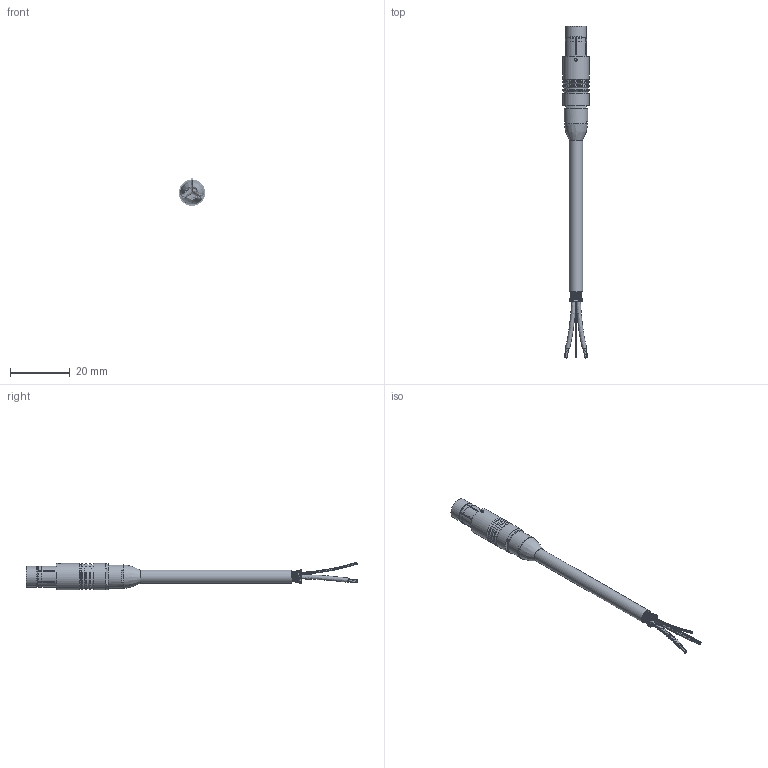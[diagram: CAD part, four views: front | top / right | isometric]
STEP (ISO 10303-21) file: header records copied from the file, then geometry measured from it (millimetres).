
FILE_DESCRIPTION(/* description */ (''),/* implementation_level */ '2;1');
FILE_NAME(/* name */ 'C645.stp',/* time_stamp */ '2024-03-12T09:10:17-04:00',/* author */ ('cthayer'),/* organization */ (''),/* preprocessor_version */ 'ST-DEVELOPER v19',/* originating_system */ 'Autodesk Inventor 2023',/* authorisation */ '');
FILE_SCHEMA (('AUTOMOTIVE_DESIGN { 1 0 10303 214 3 1 1 }'));
Products named in the file (7): C368; CBP10217, BODY; CBP10217, PINS; CBP10217, NUT; STRREL; CB110; CBP10090
Assembly tree (6 placements, depth 3):
  C368
    CBP10217, BODY
    CBP10217, PINS
    CBP10217, NUT
    STRREL
    CB110
      CBP10090
Bounding box: 8.84 x 111.32 x 9.28 mm (x, y, z)
Volume: 2142.3 mm3; surface area: 4106.8 mm2
Topology: 43 solids, 43 shells, 1087 faces, 3783 edges, 2402 vertices
Faces by surface type: bspline 556, plane 355, cylinder 134, cone 40, sphere 1, torus 1
Full cylindrical faces by diameter (mm): 0.127 x19, 0.203 x38, 0.508 x14, 0.787 x14, 3.404 x1, 3.531 x1, 4.445 x1, 4.826 x2, 5.283 x1, 5.537 x1, 5.588 x1, 6.147 x1, 6.274 x1, 6.604 x1, 6.782 x1, 6.96 x2, 7.925 x1, 8.128 x4, 8.839 x5
Entity records: 72839 total; most frequent: CARTESIAN_POINT 42800, ORIENTED_EDGE 7474, DIRECTION 4615, EDGE_CURVE 3737, VERTEX_POINT 2402, AXIS2_PLACEMENT_3D 2051, B_SPLINE_CURVE_WITH_KNOTS 1714, CIRCLE 1505
